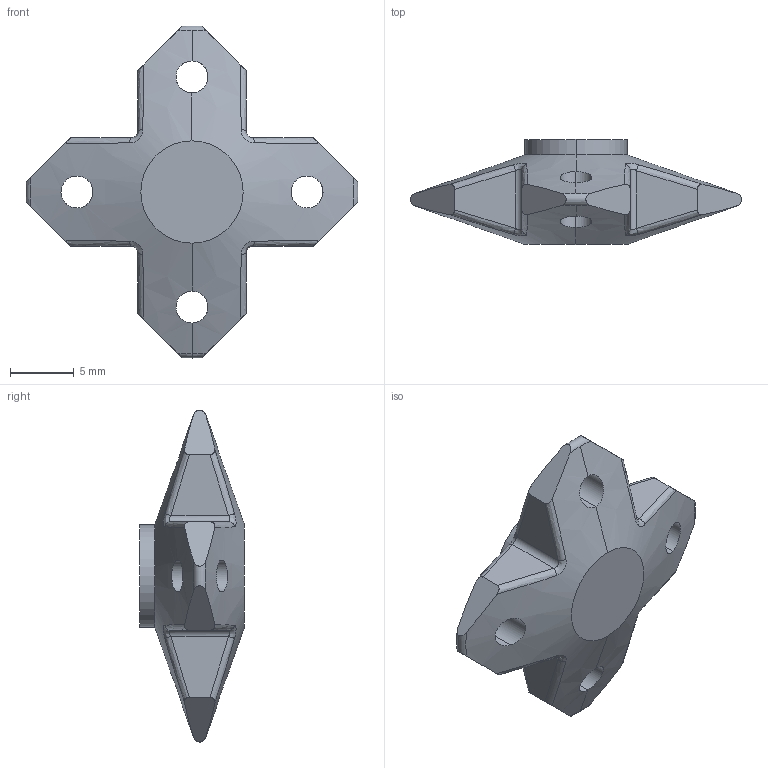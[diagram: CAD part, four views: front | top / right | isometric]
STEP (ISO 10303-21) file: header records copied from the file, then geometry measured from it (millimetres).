
FILE_DESCRIPTION (( 'STEP AP203' ), '1' );
FILE_NAME ('Flexible Arm Segment_Default_sldprt.STEP', '2022-04-11T22:26:47', ( '' ), ( '' ), 'SwSTEP 2.0', 'SolidWorks 2021', '' );
FILE_SCHEMA (( 'CONFIG_CONTROL_DESIGN' ));
Length unit declared in the file: millimetre
Products named in the file (1): Flexible Arm Segment_Default_sldprt
Bounding box: 25.96 x 8.2 x 25.97 mm (x, y, z)
Volume: 1468 mm3; surface area: 995.4 mm2
Topology: 1 solids, 1 shells, 65 faces, 173 edges, 106 vertices
Faces by surface type: bspline 24, plane 18, cylinder 14, torus 5, cone 4
Entity records: 3225 total; most frequent: CARTESIAN_POINT 1803, ORIENTED_EDGE 346, DIRECTION 188, EDGE_CURVE 173, VERTEX_POINT 106, B_SPLINE_CURVE_WITH_KNOTS 104, AXIS2_PLACEMENT_3D 77, EDGE_LOOP 69
